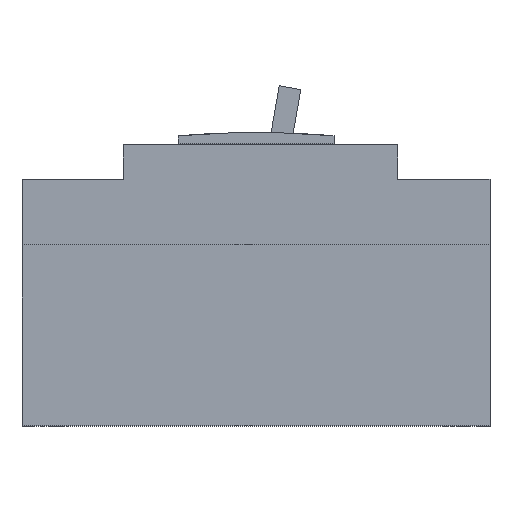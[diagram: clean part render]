
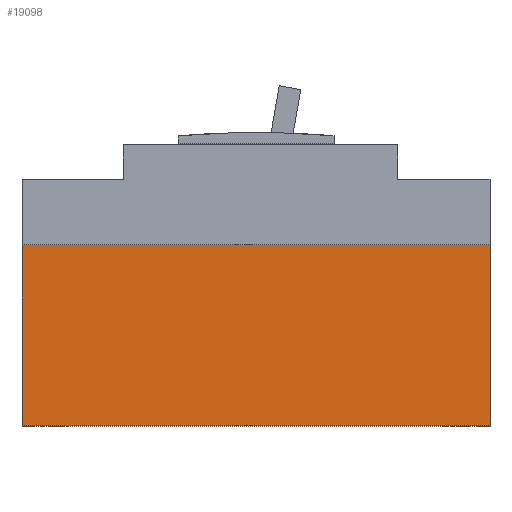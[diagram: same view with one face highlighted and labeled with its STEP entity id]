
A CAD part, top view. The second image highlights one B-rep face of the part: STEP entity #19098.
In plain terms, the highlighted planar face has unit normal (0, 0, 1).
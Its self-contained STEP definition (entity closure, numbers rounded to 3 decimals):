
#168 = CARTESIAN_POINT ( 'NONE',  ( -75., -58., 46. ) ) ;
#521 = VERTEX_POINT ( 'NONE', #11610 ) ;
#748 = CARTESIAN_POINT ( 'NONE',  ( -75., -58., 46. ) ) ;
#985 = EDGE_CURVE ( 'NONE', #5620, #9158, #1581, .T. ) ;
#1581 = LINE ( 'NONE', #168, #15642 ) ;
#2110 = VECTOR ( 'NONE', #13791, 1000. ) ;
#2244 = LINE ( 'NONE', #13432, #2315 ) ;
#2315 = VECTOR ( 'NONE', #8748, 1000. ) ;
#2430 = ORIENTED_EDGE ( 'NONE', *, *, #13818, .T. ) ;
#2668 = DIRECTION ( 'NONE',  ( 0., 0., -1. ) ) ;
#2740 = CARTESIAN_POINT ( 'NONE',  ( 75., 0., 46. ) ) ;
#3220 = LINE ( 'NONE', #14535, #3338 ) ;
#3338 = VECTOR ( 'NONE', #11015, 1000. ) ;
#3846 = AXIS2_PLACEMENT_3D ( 'NONE', #4038, #2668, #15366 ) ;
#4038 = CARTESIAN_POINT ( 'NONE',  ( 75., -58., 46. ) ) ;
#4137 = CARTESIAN_POINT ( 'NONE',  ( -75., 0., 46. ) ) ;
#5620 = VERTEX_POINT ( 'NONE', #748 ) ;
#7241 = FACE_OUTER_BOUND ( 'NONE', #10973, .T. ) ;
#8190 = ORIENTED_EDGE ( 'NONE', *, *, #985, .F. ) ;
#8748 = DIRECTION ( 'NONE',  ( -1., 0., 0. ) ) ;
#9158 = VERTEX_POINT ( 'NONE', #4137 ) ;
#9369 = VERTEX_POINT ( 'NONE', #2740 ) ;
#10973 = EDGE_LOOP ( 'NONE', ( #2430, #8190, #17609, #14185 ) ) ;
#11015 = DIRECTION ( 'NONE',  ( -1., 0., 0. ) ) ;
#11610 = CARTESIAN_POINT ( 'NONE',  ( 75., -58., 46. ) ) ;
#11875 = LINE ( 'NONE', #20149, #2110 ) ;
#13432 = CARTESIAN_POINT ( 'NONE',  ( 75., -58., 46. ) ) ;
#13791 = DIRECTION ( 'NONE',  ( 0., 1., 0. ) ) ;
#13818 = EDGE_CURVE ( 'NONE', #9369, #9158, #3220, .T. ) ;
#14063 = PLANE ( 'NONE',  #3846 ) ;
#14185 = ORIENTED_EDGE ( 'NONE', *, *, #18085, .T. ) ;
#14535 = CARTESIAN_POINT ( 'NONE',  ( 75., 0., 46. ) ) ;
#15366 = DIRECTION ( 'NONE',  ( -1., 0., 0. ) ) ;
#15642 = VECTOR ( 'NONE', #17905, 1000. ) ;
#15753 = EDGE_CURVE ( 'NONE', #521, #5620, #2244, .T. ) ;
#17609 = ORIENTED_EDGE ( 'NONE', *, *, #15753, .F. ) ;
#17905 = DIRECTION ( 'NONE',  ( 0., 1., 0. ) ) ;
#18085 = EDGE_CURVE ( 'NONE', #521, #9369, #11875, .T. ) ;
#19098 = ADVANCED_FACE ( 'NONE', ( #7241 ), #14063, .F. ) ;
#20149 = CARTESIAN_POINT ( 'NONE',  ( 75., -58., 46. ) ) ;
